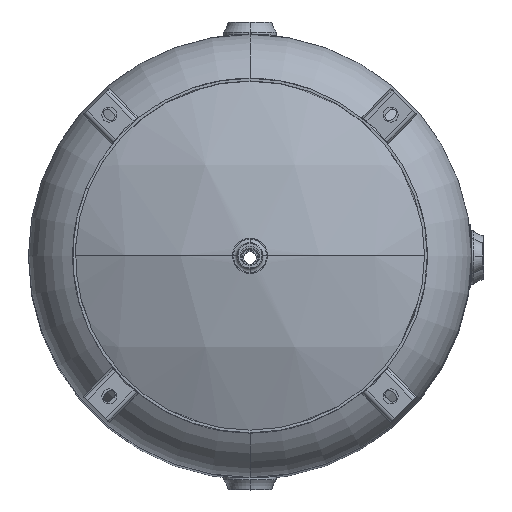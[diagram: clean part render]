
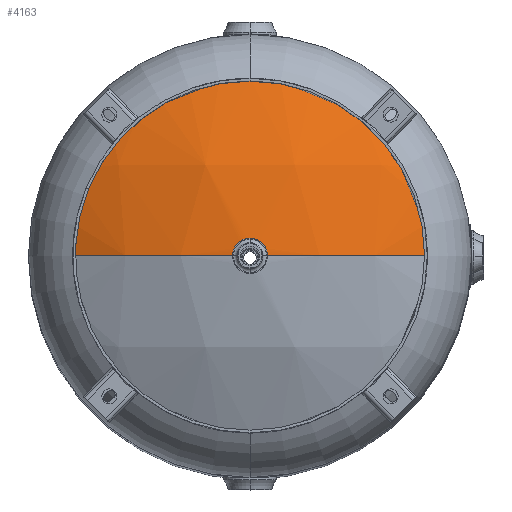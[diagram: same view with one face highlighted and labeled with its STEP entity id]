
A CAD part, top view. The second image highlights one B-rep face of the part: STEP entity #4163.
In plain terms, the highlighted spherical face has radius 685.8 mm.
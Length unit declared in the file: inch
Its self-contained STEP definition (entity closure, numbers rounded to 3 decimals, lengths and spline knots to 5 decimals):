
#634 = ORIENTED_EDGE ( 'NONE', *, *, #3647, .F. ) ;
#635 = ORIENTED_EDGE ( 'NONE', *, *, #3667, .F. ) ;
#636 = ORIENTED_EDGE ( 'NONE', *, *, #3668, .T. ) ;
#637 = ORIENTED_EDGE ( 'NONE', *, *, #3646, .F. ) ;
#638 = ORIENTED_EDGE ( 'NONE', *, *, #3672, .F. ) ;
#752 = AXIS2_PLACEMENT_3D ( 'NONE', #10824, #10831, #10832 ) ;
#2346 = AXIS2_PLACEMENT_3D ( 'NONE', #10516, #10517, #10519 ) ;
#2348 = AXIS2_PLACEMENT_3D ( 'NONE', #10509, #10510, #10512 ) ;
#2351 = CIRCLE ( 'NONE', #2348, 0.8775 ) ;
#2353 = CIRCLE ( 'NONE', #2346, 12. ) ;
#3186 = CARTESIAN_POINT ( 'NONE',  ( -0.8775, 0., 41.98574 ) ) ;
#3646 = EDGE_CURVE ( 'NONE', #12379, #14496, #2351, .T. ) ;
#3647 = EDGE_CURVE ( 'NONE', #12372, #12370, #2353, .T. ) ;
#3667 = EDGE_CURVE ( 'NONE', #12370, #12384, #4234, .T. ) ;
#3668 = EDGE_CURVE ( 'NONE', #12379, #12384, #4235, .T. ) ;
#3672 = EDGE_CURVE ( 'NONE', #14496, #12372, #4238, .T. ) ;
#4163 = ADVANCED_FACE ( 'NONE', ( #10825 ), #10828, .T. ) ;
#4223 = AXIS2_PLACEMENT_3D ( 'NONE', #9857, #9858, #9859 ) ;
#4231 = AXIS2_PLACEMENT_3D ( 'NONE', #9845, #9846, #9847 ) ;
#4233 = AXIS2_PLACEMENT_3D ( 'NONE', #9842, #9843, #9844 ) ;
#4234 = CIRCLE ( 'NONE', #4233, 12. ) ;
#4235 = CIRCLE ( 'NONE', #4231, 27. ) ;
#4238 = CIRCLE ( 'NONE', #4223, 27. ) ;
#4993 = EDGE_LOOP ( 'NONE', ( #638, #637, #636, #635, #634 ) ) ;
#9842 = CARTESIAN_POINT ( 'NONE',  ( 0., 0., 39.18677 ) ) ;
#9843 = DIRECTION ( 'NONE',  ( 0., 0., -1. ) ) ;
#9844 = DIRECTION ( 'NONE',  ( 0., 1., 0. ) ) ;
#9845 = CARTESIAN_POINT ( 'NONE',  ( 0., 0., 15. ) ) ;
#9846 = DIRECTION ( 'NONE',  ( 0., 1., 0. ) ) ;
#9847 = DIRECTION ( 'NONE',  ( 0., 0., 1. ) ) ;
#9857 = CARTESIAN_POINT ( 'NONE',  ( 0., 0., 15. ) ) ;
#9858 = DIRECTION ( 'NONE',  ( 0., -1., 0. ) ) ;
#9859 = DIRECTION ( 'NONE',  ( 1., 0., 0. ) ) ;
#10509 = CARTESIAN_POINT ( 'NONE',  ( 0., 0., 41.98574 ) ) ;
#10510 = DIRECTION ( 'NONE',  ( 0., 0., 1. ) ) ;
#10512 = DIRECTION ( 'NONE',  ( -1., 0., 0. ) ) ;
#10516 = CARTESIAN_POINT ( 'NONE',  ( 0., 0., 39.18677 ) ) ;
#10517 = DIRECTION ( 'NONE',  ( 0., 0., -1. ) ) ;
#10519 = DIRECTION ( 'NONE',  ( 0., 1., 0. ) ) ;
#10824 = CARTESIAN_POINT ( 'NONE',  ( 0., 0., 15. ) ) ;
#10825 = FACE_OUTER_BOUND ( 'NONE', #4993, .T. ) ;
#10828 = SPHERICAL_SURFACE ( 'NONE', #752, 27. ) ;
#10831 = DIRECTION ( 'NONE',  ( 0., -1., 0. ) ) ;
#10832 = DIRECTION ( 'NONE',  ( 1., 0., 0. ) ) ;
#11202 = CARTESIAN_POINT ( 'NONE',  ( 0., 12., 39.18677 ) ) ;
#11204 = CARTESIAN_POINT ( 'NONE',  ( -12., 0., 39.18677 ) ) ;
#11211 = CARTESIAN_POINT ( 'NONE',  ( 0.8775, 0., 41.98574 ) ) ;
#11216 = CARTESIAN_POINT ( 'NONE',  ( 12., 0., 39.18677 ) ) ;
#12370 = VERTEX_POINT ( 'NONE', #11202 ) ;
#12372 = VERTEX_POINT ( 'NONE', #11204 ) ;
#12379 = VERTEX_POINT ( 'NONE', #11211 ) ;
#12384 = VERTEX_POINT ( 'NONE', #11216 ) ;
#14496 = VERTEX_POINT ( 'NONE', #3186 ) ;
